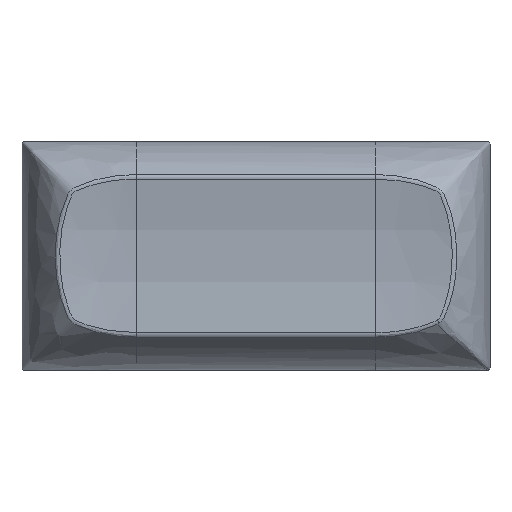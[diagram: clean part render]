
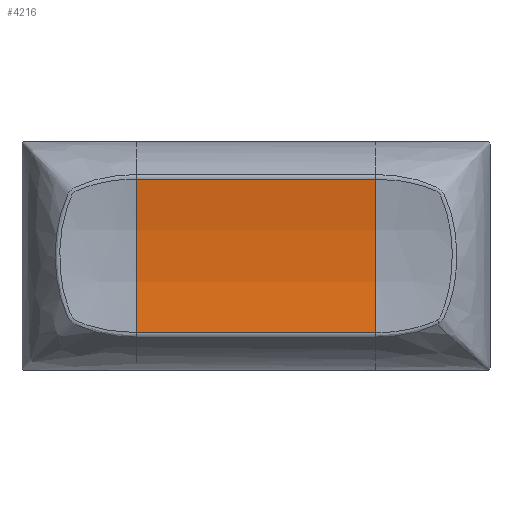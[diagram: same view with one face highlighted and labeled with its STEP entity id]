
A CAD part, top view. The second image highlights one B-rep face of the part: STEP entity #4216.
In plain terms, the highlighted cylindrical face has radius 38.75 mm (diameter 77.5 mm), a partial arc.
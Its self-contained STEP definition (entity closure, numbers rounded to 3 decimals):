
#3130 = VERTEX_POINT('',#3131);
#3131 = CARTESIAN_POINT('',(9.5,-6.045,16.779));
#3210 = EDGE_CURVE('',#3130,#3211,#3213,.T.);
#3211 = VERTEX_POINT('',#3212);
#3212 = CARTESIAN_POINT('',(-9.5,-6.045,16.779));
#3213 = LINE('',#3214,#3215);
#3214 = CARTESIAN_POINT('',(9.5,-6.045,16.779));
#3215 = VECTOR('',#3216,1.);
#3216 = DIRECTION('',(-1.,0.,0.));
#3235 = VERTEX_POINT('',#3236);
#3236 = CARTESIAN_POINT('',(-9.5,6.154,16.779));
#3437 = VERTEX_POINT('',#3438);
#3438 = CARTESIAN_POINT('',(9.5,6.154,16.779));
#3785 = EDGE_CURVE('',#3437,#3235,#3786,.T.);
#3786 = LINE('',#3787,#3788);
#3787 = CARTESIAN_POINT('',(9.5,6.154,16.779));
#3788 = VECTOR('',#3789,1.);
#3789 = DIRECTION('',(-1.,0.,0.));
#4205 = EDGE_CURVE('',#3437,#3130,#4206,.T.);
#4206 = CIRCLE('',#4207,38.75);
#4207 = AXIS2_PLACEMENT_3D('',#4208,#4209,#4210);
#4208 = CARTESIAN_POINT('',(9.5,0.054,55.046));
#4209 = DIRECTION('',(-1.,0.,0.));
#4210 = DIRECTION('',(0.,-1.,0.));
#4216 = ADVANCED_FACE('',(#4217),#4229,.F.);
#4217 = FACE_BOUND('',#4218,.F.);
#4218 = EDGE_LOOP('',(#4219,#4220,#4227,#4228));
#4219 = ORIENTED_EDGE('',*,*,#3210,.T.);
#4220 = ORIENTED_EDGE('',*,*,#4221,.T.);
#4221 = EDGE_CURVE('',#3211,#3235,#4222,.T.);
#4222 = CIRCLE('',#4223,38.75);
#4223 = AXIS2_PLACEMENT_3D('',#4224,#4225,#4226);
#4224 = CARTESIAN_POINT('',(-9.5,0.054,55.046));
#4225 = DIRECTION('',(1.,0.,0.));
#4226 = DIRECTION('',(0.,-1.,0.));
#4227 = ORIENTED_EDGE('',*,*,#3785,.F.);
#4228 = ORIENTED_EDGE('',*,*,#4205,.T.);
#4229 = CYLINDRICAL_SURFACE('',#4230,38.75);
#4230 = AXIS2_PLACEMENT_3D('',#4231,#4232,#4233);
#4231 = CARTESIAN_POINT('',(9.5,0.054,55.046));
#4232 = DIRECTION('',(-1.,0.,0.));
#4233 = DIRECTION('',(0.,-1.,0.));
